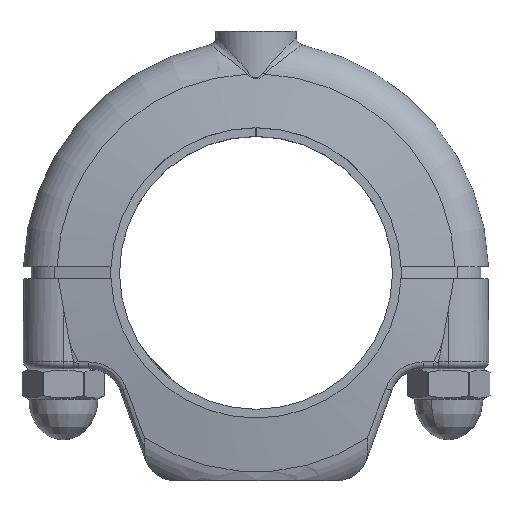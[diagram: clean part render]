
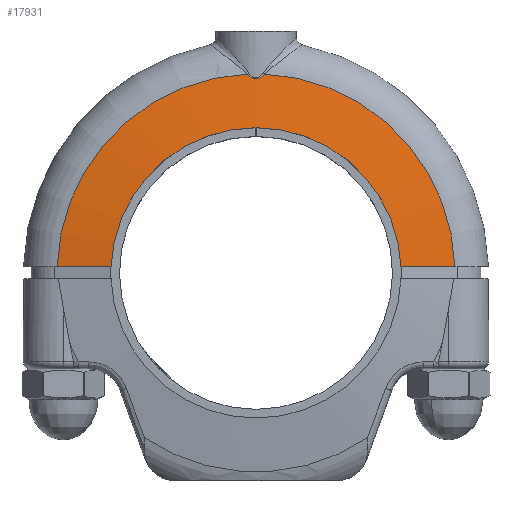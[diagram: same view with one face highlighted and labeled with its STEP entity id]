
A CAD part, top view. The second image highlights one B-rep face of the part: STEP entity #17931.
In plain terms, the highlighted conical face has half-angle 80.933 degrees and reference radius 34.023 mm.
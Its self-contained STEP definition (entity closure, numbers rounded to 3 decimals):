
#16665=CARTESIAN_POINT('',(-1.693,-39.308,
-7.801));
#16673=CARTESIAN_POINT('',(0.,0.,-7.801));
#16674=DIRECTION('',(0.,0.,1.));
#16675=DIRECTION('',(-1.,-0.03,0.));
#16676=AXIS2_PLACEMENT_3D('',#16673,#16674,#16675);
#16740=CARTESIAN_POINT('',(28.675,-1.2,-9.5));
#16741=CARTESIAN_POINT('',(29.858,-1.2,-9.311));
#16742=CARTESIAN_POINT('',(32.226,-1.2,
-8.934));
#16743=CARTESIAN_POINT('',(35.776,-1.2,
-8.368));
#16744=CARTESIAN_POINT('',(38.144,-1.2,
-7.99));
#16745=CARTESIAN_POINT('',(39.326,-1.2,
-7.801));
#16747=CARTESIAN_POINT('',(0.,0.,-9.5));
#16748=DIRECTION('',(0.,0.,1.));
#16749=DIRECTION('',(-0.999,-0.042,0.));
#16750=AXIS2_PLACEMENT_3D('',#16747,#16748,#16749);
#16752=CARTESIAN_POINT('',(-39.326,-1.2,
-7.801));
#16753=CARTESIAN_POINT('',(-38.144,-1.2,
-7.99));
#16754=CARTESIAN_POINT('',(-35.776,-1.2,
-8.368));
#16755=CARTESIAN_POINT('',(-32.226,-1.2,
-8.934));
#16756=CARTESIAN_POINT('',(-29.858,-1.2,-9.311));
#16757=CARTESIAN_POINT('',(-28.675,-1.2,-9.5));
#16759=CARTESIAN_POINT('',(1.693,-39.308,
-7.801));
#16760=CARTESIAN_POINT('',(1.582,-39.185,
-7.822));
#16761=CARTESIAN_POINT('',(1.351,-38.95,
-7.861));
#16762=CARTESIAN_POINT('',(0.959,-38.653,
-7.91));
#16763=CARTESIAN_POINT('',(0.505,-38.431,
-7.947));
#16764=CARTESIAN_POINT('',(0.005,-38.346,
-7.961));
#16765=CARTESIAN_POINT('',(-0.495,-38.428,
-7.947));
#16766=CARTESIAN_POINT('',(-1.103,-38.721,
-7.899));
#16767=CARTESIAN_POINT('',(-1.47,-39.06,
-7.842));
#16768=CARTESIAN_POINT('',(-1.693,-39.308,
-7.801));
#16797=CARTESIAN_POINT('',(0.,0.,-7.801));
#16798=DIRECTION('',(0.,0.,1.));
#16799=DIRECTION('',(0.043,-0.999,0.));
#16800=AXIS2_PLACEMENT_3D('',#16797,#16798,#16799);
#16818=CARTESIAN_POINT('',(1.693,-39.308,
-7.801));
#17181=VERTEX_POINT('',#16818);
#17220=CARTESIAN_POINT('',(39.327,-1.2,-7.801));
#17221=VERTEX_POINT('',#17220);
#17236=VERTEX_POINT('',#16665);
#17244=VERTEX_POINT('',#16740);
#17273=CARTESIAN_POINT('',(-28.675,-1.2,-9.5));
#17274=VERTEX_POINT('',#17273);
#17280=VERTEX_POINT('',#16752);
#17914=CARTESIAN_POINT('',(0.,0.,-8.651));
#17915=DIRECTION('',(0.,0.,1.));
#17916=DIRECTION('',(1.,0.,0.));
#17917=AXIS2_PLACEMENT_3D('',#17914,#17915,#17916);
#17918=CONICAL_SURFACE('',#17917,34.022,80.933);
#17920=ORIENTED_EDGE('',*,*,#17919,.T.);
#17922=ORIENTED_EDGE('',*,*,#17921,.F.);
#17924=ORIENTED_EDGE('',*,*,#17923,.F.);
#17926=ORIENTED_EDGE('',*,*,#17925,.F.);
#17927=ORIENTED_EDGE('',*,*,#17901,.T.);
#17928=ORIENTED_EDGE('',*,*,#17676,.F.);
#17929=EDGE_LOOP('',(#17920,#17922,#17924,#17926,#17927,#17928));
#17930=FACE_OUTER_BOUND('',#17929,.F.);
#17931=ADVANCED_FACE('',(#17930),#17918,.T.);
#16677=CIRCLE('',#16676,39.345);
#16746=B_SPLINE_CURVE_WITH_KNOTS('',3,(#16740,#16741,#16742,#16743,#16744,
#16745),.UNSPECIFIED.,.F.,.F.,(4,1,1,4),(0.,0.333,
0.667,1.),.UNSPECIFIED.);
#16751=CIRCLE('',#16750,28.7);
#16758=B_SPLINE_CURVE_WITH_KNOTS('',3,(#16752,#16753,#16754,#16755,#16756,
#16757),.UNSPECIFIED.,.F.,.F.,(4,1,1,4),(0.,0.333,
0.667,1.),.UNSPECIFIED.);
#16769=B_SPLINE_CURVE_WITH_KNOTS('',3,(#16759,#16760,#16761,#16762,#16763,
#16764,#16765,#16766,#16767,#16768),.UNSPECIFIED.,.F.,.F.,(4,1,1,1,1,1,1,4),(
0.,0.125,0.25,0.375,0.5,0.625,0.75,1.),.UNSPECIFIED.);
#16801=CIRCLE('',#16800,39.345);
#17676=EDGE_CURVE('',#17181,#17236,#16769,.T.);
#17901=EDGE_CURVE('',#17280,#17236,#16677,.T.);
#17919=EDGE_CURVE('',#17181,#17221,#16801,.T.);
#17921=EDGE_CURVE('',#17244,#17221,#16746,.T.);
#17923=EDGE_CURVE('',#17274,#17244,#16751,.T.);
#17925=EDGE_CURVE('',#17280,#17274,#16758,.T.);
